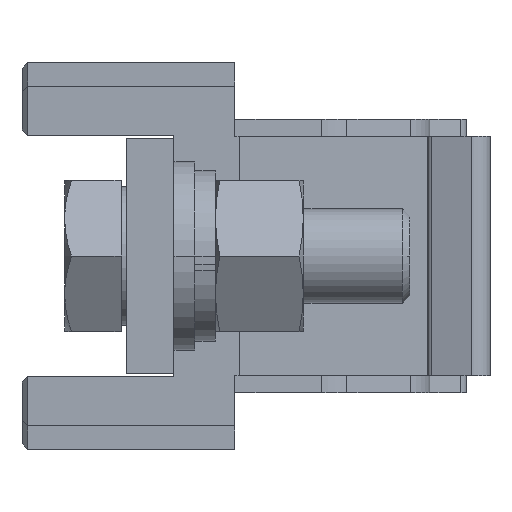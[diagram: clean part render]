
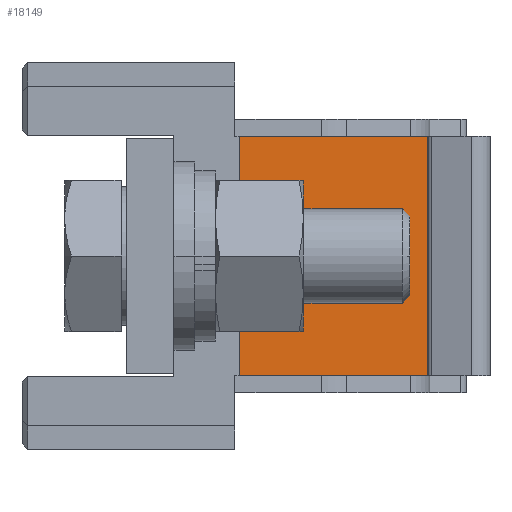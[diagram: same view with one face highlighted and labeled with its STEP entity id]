
A CAD part, left-side view. The second image highlights one B-rep face of the part: STEP entity #18149.
In plain terms, the highlighted planar face has unit normal (-0.999, -0.044, 0).
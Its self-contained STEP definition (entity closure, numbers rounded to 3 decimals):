
#2263=DIRECTION('',(0.044,-0.999,0.));
#2264=VECTOR('',#2263,23.574);
#2265=CARTESIAN_POINT('',(0.,14.865,33.2));
#2266=LINE('',#2265,#2264);
#2270=DIRECTION('',(0.044,-0.999,0.));
#2271=VECTOR('',#2270,23.574);
#2272=CARTESIAN_POINT('',(0.,14.865,7.8));
#2273=LINE('',#2272,#2271);
#2277=DIRECTION('',(0.,0.,1.));
#2278=VECTOR('',#2277,25.4);
#2279=CARTESIAN_POINT('',(0.,14.865,7.8));
#2280=LINE('',#2279,#2278);
#2718=DIRECTION('',(0.,0.,1.));
#2719=VECTOR('',#2718,25.4);
#2720=CARTESIAN_POINT('',(1.034,-8.686,7.8));
#2721=LINE('',#2720,#2719);
#13211=CARTESIAN_POINT('',(0.,14.865,33.2));
#13213=VERTEX_POINT('',#13211);
#13215=CARTESIAN_POINT('',(0.,14.865,7.8));
#13217=VERTEX_POINT('',#13215);
#13272=CARTESIAN_POINT('',(1.034,-8.686,33.2));
#13274=VERTEX_POINT('',#13272);
#13276=CARTESIAN_POINT('',(1.034,-8.686,7.8));
#13278=VERTEX_POINT('',#13276);
#18136=CARTESIAN_POINT('',(0.,14.865,0.));
#18137=DIRECTION('',(-0.999,-0.044,0.));
#18138=DIRECTION('',(0.044,-0.999,0.));
#18139=AXIS2_PLACEMENT_3D('',#18136,#18137,#18138);
#18140=PLANE('',#18139);
#18142=ORIENTED_EDGE('',*,*,#18141,.T.);
#18144=ORIENTED_EDGE('',*,*,#18143,.F.);
#18145=ORIENTED_EDGE('',*,*,#18084,.F.);
#18146=ORIENTED_EDGE('',*,*,#16259,.T.);
#18147=EDGE_LOOP('',(#18142,#18144,#18145,#18146));
#18148=FACE_OUTER_BOUND('',#18147,.F.);
#16259=EDGE_CURVE('',#13217,#13213,#2280,.T.);
#18084=EDGE_CURVE('',#13217,#13278,#2273,.T.);
#18141=EDGE_CURVE('',#13213,#13274,#2266,.T.);
#18143=EDGE_CURVE('',#13278,#13274,#2721,.T.);
#18149=ADVANCED_FACE('',(#18148),#18140,.T.);
